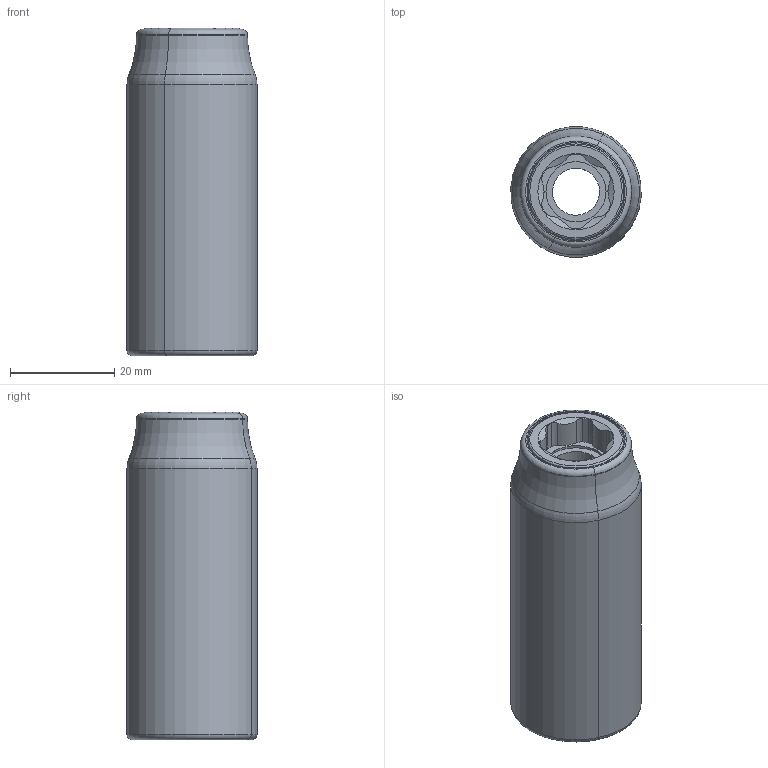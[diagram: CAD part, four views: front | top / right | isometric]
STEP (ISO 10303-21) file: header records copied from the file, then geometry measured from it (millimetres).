
FILE_DESCRIPTION((''),'2;1');
FILE_NAME('4027129412_ASM','2023-08-23T12:29:02',('A00565553'),(''),'CREO PARAMETRIC BY PTC INC, 2022414','CREO PARAMETRIC BY PTC INC, 2022414','');
FILE_SCHEMA(('CONFIG_CONTROL_DESIGN','GEOMETRIC_VALIDATION_PROPERTIES_MIM'));
Length unit declared in the file: millimetre
Products named in the file (8): 4027031422_AF1; 4027031423_AF1; 4027034981_AF0; 4027907736; 4027034982_AF0; 2114000659_AF2; 2114000659_AF3; 4027129412_ASM
Assembly tree (7 placements, depth 2):
  4027129412_ASM
    4027031422_AF1
    4027031423_AF1
    4027034981_AF0
    4027907736
    4027034982_AF0
    2114000659_AF2
    2114000659_AF3
Bounding box: 24.91 x 24.91 x 62.7 mm (x, y, z)
Volume: 13024 mm3; surface area: 26451.8 mm2
Topology: 9 solids, 15 shells, 278 faces, 729 edges, 460 vertices
Faces by surface type: cylinder 142, plane 62, torus 48, cone 14, bspline 12
Entity records: 13639 total; most frequent: CARTESIAN_POINT 3418, DIRECTION 1478, ORIENTED_EDGE 1386, PRESENTATION_STYLE_ASSIGNMENT 832, STYLED_ITEM 748, CURVE_STYLE 729, EDGE_CURVE 729, AXIS2_PLACEMENT_3D 622
